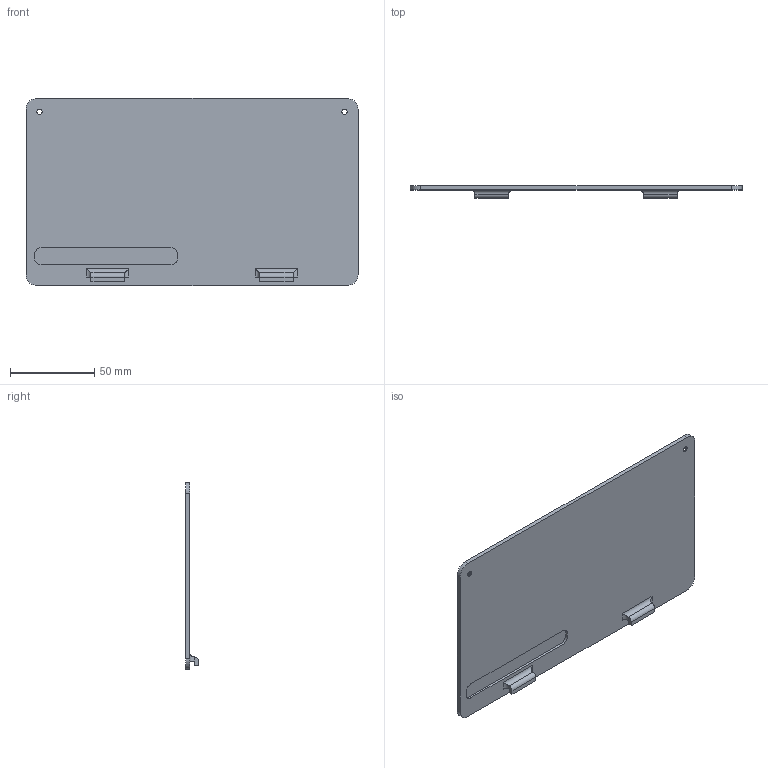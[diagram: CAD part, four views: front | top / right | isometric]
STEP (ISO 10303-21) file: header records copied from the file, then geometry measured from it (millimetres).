
FILE_DESCRIPTION(/* description */ (''),/* implementation_level */ '2;1');
FILE_NAME(/* name */ 'processor_unit_backplate.step',/* time_stamp */ '2021-11-13T00:31:39+01:00',/* author */ (''),/* organization */ (''),/* preprocessor_version */ 'ST-DEVELOPER v18.1',/* originating_system */ 'Autodesk Translation Framework v10.10.0.1391',/* authorisation */ '');
FILE_SCHEMA (('AUTOMOTIVE_DESIGN { 1 0 10303 214 3 1 1 }'));
Length unit declared in the file: millimetre
Products named in the file (1): Processor unit backplate
Bounding box: 197 x 7.5 x 111.08 mm (x, y, z)
Volume: 54038.3 mm3; surface area: 46068.6 mm2
Topology: 1 solids, 1 shells, 43 faces, 104 edges, 66 vertices
Faces by surface type: plane 23, cylinder 18, cone 2
Full cylindrical faces by diameter (mm): 3.1 x2
Entity records: 1293 total; most frequent: DIRECTION 226, CARTESIAN_POINT 214, ORIENTED_EDGE 208, EDGE_CURVE 104, AXIS2_PLACEMENT_3D 78, LINE 70, VECTOR 70, VERTEX_POINT 66
